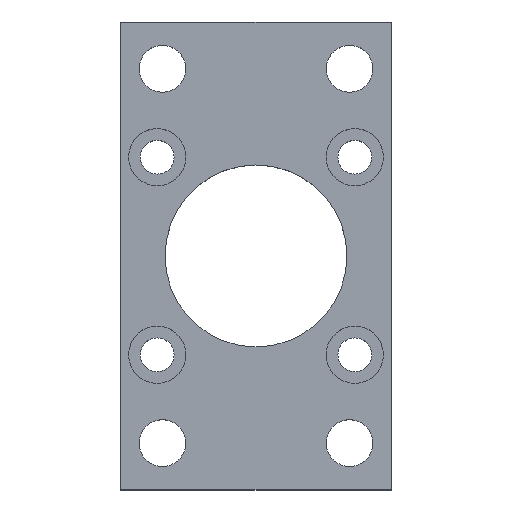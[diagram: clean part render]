
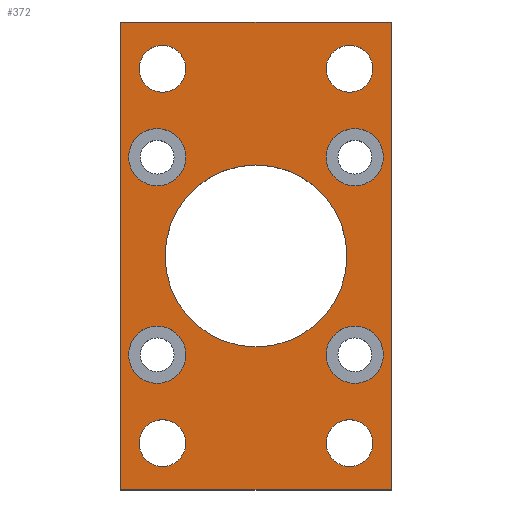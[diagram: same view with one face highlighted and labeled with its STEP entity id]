
A CAD part, top view. The second image highlights one B-rep face of the part: STEP entity #372.
In plain terms, the highlighted planar face has unit normal (0, 0, 1).
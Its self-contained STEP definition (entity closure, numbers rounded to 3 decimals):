
#14=LINE('',#611,#26);
#18=LINE('',#619,#30);
#21=LINE('',#625,#33);
#24=LINE('',#630,#36);
#26=VECTOR('',#516,90.);
#30=VECTOR('',#522,52.);
#33=VECTOR('',#527,90.);
#36=VECTOR('',#532,52.);
#68=FACE_BOUND('',#147,.T.);
#69=FACE_BOUND('',#148,.T.);
#70=FACE_BOUND('',#149,.T.);
#71=FACE_BOUND('',#150,.T.);
#72=FACE_BOUND('',#151,.T.);
#73=FACE_BOUND('',#152,.T.);
#74=FACE_BOUND('',#153,.T.);
#75=FACE_BOUND('',#154,.T.);
#76=FACE_BOUND('',#155,.T.);
#77=FACE_BOUND('',#156,.T.);
#147=EDGE_LOOP('',(#315));
#148=EDGE_LOOP('',(#316));
#149=EDGE_LOOP('',(#317));
#150=EDGE_LOOP('',(#318));
#151=EDGE_LOOP('',(#319));
#152=EDGE_LOOP('',(#320));
#153=EDGE_LOOP('',(#321));
#154=EDGE_LOOP('',(#322));
#155=EDGE_LOOP('',(#323));
#156=EDGE_LOOP('',(#324,#325,#326,#327));
#169=CIRCLE('',#381,5.5);
#173=CIRCLE('',#388,5.5);
#177=CIRCLE('',#395,5.5);
#181=CIRCLE('',#402,5.5);
#184=CIRCLE('',#407,17.5);
#186=CIRCLE('',#410,4.5);
#188=CIRCLE('',#413,4.5);
#190=CIRCLE('',#416,4.5);
#192=CIRCLE('',#419,4.5);
#195=VERTEX_POINT('',#545);
#199=VERTEX_POINT('',#556);
#203=VERTEX_POINT('',#567);
#207=VERTEX_POINT('',#578);
#210=VERTEX_POINT('',#586);
#212=VERTEX_POINT('',#591);
#214=VERTEX_POINT('',#596);
#216=VERTEX_POINT('',#601);
#218=VERTEX_POINT('',#606);
#219=VERTEX_POINT('',#609);
#220=VERTEX_POINT('',#610);
#223=VERTEX_POINT('',#618);
#225=VERTEX_POINT('',#624);
#229=EDGE_CURVE('',#195,#195,#169,.T.);
#233=EDGE_CURVE('',#199,#199,#173,.T.);
#237=EDGE_CURVE('',#203,#203,#177,.T.);
#241=EDGE_CURVE('',#207,#207,#181,.T.);
#244=EDGE_CURVE('',#210,#210,#184,.T.);
#246=EDGE_CURVE('',#212,#212,#186,.T.);
#248=EDGE_CURVE('',#214,#214,#188,.T.);
#250=EDGE_CURVE('',#216,#216,#190,.T.);
#252=EDGE_CURVE('',#218,#218,#192,.T.);
#253=EDGE_CURVE('',#219,#220,#14,.T.);
#257=EDGE_CURVE('',#220,#223,#18,.T.);
#260=EDGE_CURVE('',#223,#225,#21,.T.);
#263=EDGE_CURVE('',#225,#219,#24,.T.);
#315=ORIENTED_EDGE('',*,*,#229,.T.);
#316=ORIENTED_EDGE('',*,*,#233,.T.);
#317=ORIENTED_EDGE('',*,*,#237,.T.);
#318=ORIENTED_EDGE('',*,*,#241,.T.);
#319=ORIENTED_EDGE('',*,*,#244,.T.);
#320=ORIENTED_EDGE('',*,*,#246,.T.);
#321=ORIENTED_EDGE('',*,*,#248,.T.);
#322=ORIENTED_EDGE('',*,*,#250,.T.);
#323=ORIENTED_EDGE('',*,*,#252,.T.);
#324=ORIENTED_EDGE('',*,*,#263,.T.);
#325=ORIENTED_EDGE('',*,*,#253,.T.);
#326=ORIENTED_EDGE('',*,*,#257,.T.);
#327=ORIENTED_EDGE('',*,*,#260,.T.);
#349=PLANE('',#424);
#372=ADVANCED_FACE('',(#68,#69,#70,#71,#72,#73,#74,#75,#76,#77),#349,.T.);
#381=AXIS2_PLACEMENT_3D('',#546,#436,#437);
#388=AXIS2_PLACEMENT_3D('',#557,#450,#451);
#395=AXIS2_PLACEMENT_3D('',#568,#464,#465);
#402=AXIS2_PLACEMENT_3D('',#579,#478,#479);
#407=AXIS2_PLACEMENT_3D('',#587,#488,#489);
#410=AXIS2_PLACEMENT_3D('',#592,#494,#495);
#413=AXIS2_PLACEMENT_3D('',#597,#500,#501);
#416=AXIS2_PLACEMENT_3D('',#602,#506,#507);
#419=AXIS2_PLACEMENT_3D('',#607,#512,#513);
#424=AXIS2_PLACEMENT_3D('',#632,#534,#535);
#436=DIRECTION('center_axis',(0.,0.,-1.));
#437=DIRECTION('ref_axis',(1.,0.,0.));
#450=DIRECTION('center_axis',(0.,0.,-1.));
#451=DIRECTION('ref_axis',(1.,0.,0.));
#464=DIRECTION('center_axis',(0.,0.,-1.));
#465=DIRECTION('ref_axis',(1.,0.,0.));
#478=DIRECTION('center_axis',(0.,0.,-1.));
#479=DIRECTION('ref_axis',(1.,0.,0.));
#488=DIRECTION('center_axis',(0.,0.,-1.));
#489=DIRECTION('ref_axis',(-1.,0.,0.));
#494=DIRECTION('center_axis',(0.,0.,-1.));
#495=DIRECTION('ref_axis',(-1.,0.,0.));
#500=DIRECTION('center_axis',(0.,0.,-1.));
#501=DIRECTION('ref_axis',(-1.,0.,0.));
#506=DIRECTION('center_axis',(0.,0.,-1.));
#507=DIRECTION('ref_axis',(-1.,0.,0.));
#512=DIRECTION('center_axis',(0.,0.,-1.));
#513=DIRECTION('ref_axis',(-1.,0.,0.));
#516=DIRECTION('',(0.,-1.,0.));
#522=DIRECTION('',(1.,0.,0.));
#527=DIRECTION('',(0.,1.,0.));
#532=DIRECTION('',(-1.,0.,0.));
#534=DIRECTION('center_axis',(0.,0.,1.));
#535=DIRECTION('ref_axis',(1.,0.,0.));
#545=CARTESIAN_POINT('',(24.5,19.,0.));
#546=CARTESIAN_POINT('Origin',(19.,19.,0.));
#556=CARTESIAN_POINT('',(-13.5,-19.,0.));
#557=CARTESIAN_POINT('Origin',(-19.,-19.,0.));
#567=CARTESIAN_POINT('',(-13.5,19.,0.));
#568=CARTESIAN_POINT('Origin',(-19.,19.,0.));
#578=CARTESIAN_POINT('',(24.5,-19.,0.));
#579=CARTESIAN_POINT('Origin',(19.,-19.,0.));
#586=CARTESIAN_POINT('',(17.5,0.,0.));
#587=CARTESIAN_POINT('Origin',(0.,0.,0.));
#591=CARTESIAN_POINT('',(22.5,-36.,0.));
#592=CARTESIAN_POINT('Origin',(18.,-36.,0.));
#596=CARTESIAN_POINT('',(22.5,36.,0.));
#597=CARTESIAN_POINT('Origin',(18.,36.,0.));
#601=CARTESIAN_POINT('',(-13.5,36.,0.));
#602=CARTESIAN_POINT('Origin',(-18.,36.,0.));
#606=CARTESIAN_POINT('',(-13.5,-36.,0.));
#607=CARTESIAN_POINT('Origin',(-18.,-36.,0.));
#609=CARTESIAN_POINT('',(-26.,45.,0.));
#610=CARTESIAN_POINT('',(-26.,-45.,0.));
#611=CARTESIAN_POINT('',(-26.,45.,0.));
#618=CARTESIAN_POINT('',(26.,-45.,0.));
#619=CARTESIAN_POINT('',(-26.,-45.,0.));
#624=CARTESIAN_POINT('',(26.,45.,0.));
#625=CARTESIAN_POINT('',(26.,-45.,0.));
#630=CARTESIAN_POINT('',(26.,45.,0.));
#632=CARTESIAN_POINT('Origin',(0.,0.,
0.));
